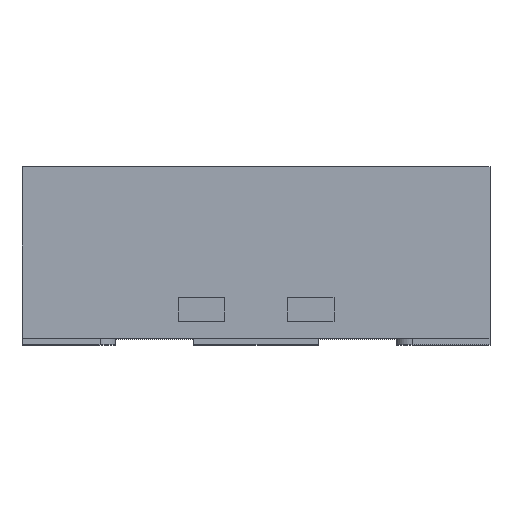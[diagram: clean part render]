
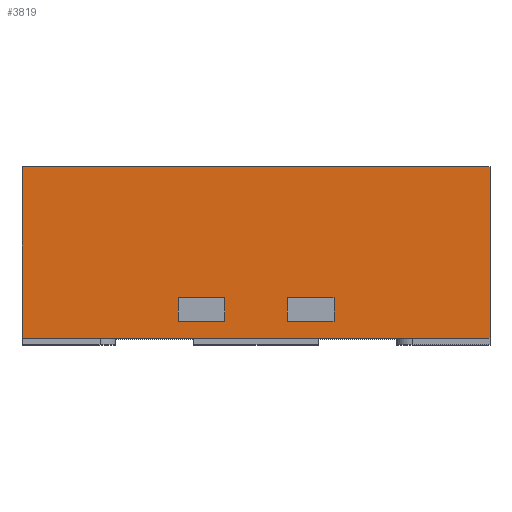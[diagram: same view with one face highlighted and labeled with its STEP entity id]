
A CAD part, top view. The second image highlights one B-rep face of the part: STEP entity #3819.
In plain terms, the highlighted planar face has unit normal (0, 0, 1).
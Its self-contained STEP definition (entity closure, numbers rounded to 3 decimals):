
#13 = LINE ( 'NONE', #1445, #4211 ) ;
#54 = EDGE_LOOP ( 'NONE', ( #3559, #338, #69, #1677 ) ) ;
#66 = VECTOR ( 'NONE', #681, 1000. ) ;
#69 = ORIENTED_EDGE ( 'NONE', *, *, #3920, .F. ) ;
#147 = EDGE_CURVE ( 'NONE', #3326, #3778, #3554, .T. ) ;
#150 = CARTESIAN_POINT ( 'NONE',  ( -0.75, 0.55, 0.75 ) ) ;
#234 = EDGE_CURVE ( 'NONE', #1201, #3585, #4040, .T. ) ;
#260 = VECTOR ( 'NONE', #2630, 1000. ) ;
#316 = EDGE_CURVE ( 'NONE', #3803, #1201, #2645, .T. ) ;
#338 = ORIENTED_EDGE ( 'NONE', *, *, #3711, .T. ) ;
#504 = ORIENTED_EDGE ( 'NONE', *, *, #4144, .T. ) ;
#681 = DIRECTION ( 'NONE',  ( 1., 0., 0. ) ) ;
#686 = DIRECTION ( 'NONE',  ( 0., -1., 0. ) ) ;
#740 = ORIENTED_EDGE ( 'NONE', *, *, #234, .F. ) ;
#743 = EDGE_CURVE ( 'NONE', #3326, #1274, #1519, .T. ) ;
#778 = CARTESIAN_POINT ( 'NONE',  ( 0.1, 0.055, 0.75 ) ) ;
#822 = VECTOR ( 'NONE', #4344, 1000. ) ;
#837 = CARTESIAN_POINT ( 'NONE',  ( 0.25, 0.13, 0.75 ) ) ;
#855 = CARTESIAN_POINT ( 'NONE',  ( 0.1, 0.13, 0.75 ) ) ;
#930 = DIRECTION ( 'NONE',  ( -1., 0., 0. ) ) ;
#992 = CARTESIAN_POINT ( 'NONE',  ( 0.75, 0.55, 0.75 ) ) ;
#1043 = EDGE_LOOP ( 'NONE', ( #2338, #504, #740, #3371 ) ) ;
#1201 = VERTEX_POINT ( 'NONE', #778 ) ;
#1263 = VECTOR ( 'NONE', #3516, 1000. ) ;
#1274 = VERTEX_POINT ( 'NONE', #992 ) ;
#1304 = FACE_BOUND ( 'NONE', #1043, .T. ) ;
#1381 = DIRECTION ( 'NONE',  ( 0., -1., 0. ) ) ;
#1439 = CARTESIAN_POINT ( 'NONE',  ( -0.25, 0.13, 0.75 ) ) ;
#1445 = CARTESIAN_POINT ( 'NONE',  ( 0.25, 0.13, 0.75 ) ) ;
#1505 = LINE ( 'NONE', #4382, #3907 ) ;
#1519 = LINE ( 'NONE', #2972, #260 ) ;
#1530 = LINE ( 'NONE', #837, #822 ) ;
#1544 = ORIENTED_EDGE ( 'NONE', *, *, #3550, .F. ) ;
#1606 = VERTEX_POINT ( 'NONE', #2188 ) ;
#1628 = CARTESIAN_POINT ( 'NONE',  ( -0.1, 0.055, 0.75 ) ) ;
#1672 = CARTESIAN_POINT ( 'NONE',  ( -0.25, 0.055, 0.75 ) ) ;
#1677 = ORIENTED_EDGE ( 'NONE', *, *, #2123, .F. ) ;
#1847 = DIRECTION ( 'NONE',  ( 0., -1., 0. ) ) ;
#1888 = CARTESIAN_POINT ( 'NONE',  ( 0.75, 0.55, 0.75 ) ) ;
#1938 = VERTEX_POINT ( 'NONE', #3877 ) ;
#2048 = CARTESIAN_POINT ( 'NONE',  ( -0.25, 0.055, 0.75 ) ) ;
#2103 = CARTESIAN_POINT ( 'NONE',  ( -0.1, 0.13, 0.75 ) ) ;
#2121 = LINE ( 'NONE', #2103, #3221 ) ;
#2123 = EDGE_CURVE ( 'NONE', #4335, #4614, #2506, .T. ) ;
#2149 = VECTOR ( 'NONE', #3333, 1000. ) ;
#2180 = EDGE_CURVE ( 'NONE', #4335, #1938, #1505, .T. ) ;
#2188 = CARTESIAN_POINT ( 'NONE',  ( 0.75, 0., 0.75 ) ) ;
#2338 = ORIENTED_EDGE ( 'NONE', *, *, #4423, .T. ) ;
#2464 = VECTOR ( 'NONE', #3807, 1000. ) ;
#2506 = LINE ( 'NONE', #3598, #3383 ) ;
#2509 = CARTESIAN_POINT ( 'NONE',  ( -0.75, 0., 0.75 ) ) ;
#2513 = VERTEX_POINT ( 'NONE', #1628 ) ;
#2630 = DIRECTION ( 'NONE',  ( 1., 0., 0. ) ) ;
#2645 = LINE ( 'NONE', #855, #2464 ) ;
#2729 = LINE ( 'NONE', #1888, #2149 ) ;
#2743 = FACE_BOUND ( 'NONE', #54, .T. ) ;
#2773 = LINE ( 'NONE', #2048, #1263 ) ;
#2860 = EDGE_LOOP ( 'NONE', ( #3192, #1544, #3241, #4297 ) ) ;
#2890 = CARTESIAN_POINT ( 'NONE',  ( -0.75, 0.55, 0.75 ) ) ;
#2970 = CARTESIAN_POINT ( 'NONE',  ( -0.75, 0., 0.75 ) ) ;
#2972 = CARTESIAN_POINT ( 'NONE',  ( -0.75, 0.55, 0.75 ) ) ;
#3019 = FACE_OUTER_BOUND ( 'NONE', #2860, .T. ) ;
#3116 = CARTESIAN_POINT ( 'NONE',  ( -0.75, 0.55, 0.75 ) ) ;
#3192 = ORIENTED_EDGE ( 'NONE', *, *, #4334, .T. ) ;
#3221 = VECTOR ( 'NONE', #1381, 1000. ) ;
#3241 = ORIENTED_EDGE ( 'NONE', *, *, #743, .F. ) ;
#3245 = LINE ( 'NONE', #2509, #66 ) ;
#3248 = DIRECTION ( 'NONE',  ( 0., -1., 0. ) ) ;
#3326 = VERTEX_POINT ( 'NONE', #3116 ) ;
#3333 = DIRECTION ( 'NONE',  ( 0., -1., 0. ) ) ;
#3353 = CARTESIAN_POINT ( 'NONE',  ( 0.25, 0.055, 0.75 ) ) ;
#3371 = ORIENTED_EDGE ( 'NONE', *, *, #316, .F. ) ;
#3383 = VECTOR ( 'NONE', #1847, 1000. ) ;
#3384 = VECTOR ( 'NONE', #3248, 1000. ) ;
#3466 = AXIS2_PLACEMENT_3D ( 'NONE', #150, #4148, #930 ) ;
#3501 = CARTESIAN_POINT ( 'NONE',  ( 0.25, 0.13, 0.75 ) ) ;
#3516 = DIRECTION ( 'NONE',  ( 1., 0., 0. ) ) ;
#3550 = EDGE_CURVE ( 'NONE', #1274, #1606, #2729, .T. ) ;
#3554 = LINE ( 'NONE', #2890, #3384 ) ;
#3556 = VERTEX_POINT ( 'NONE', #3501 ) ;
#3559 = ORIENTED_EDGE ( 'NONE', *, *, #2180, .T. ) ;
#3585 = VERTEX_POINT ( 'NONE', #3353 ) ;
#3598 = CARTESIAN_POINT ( 'NONE',  ( -0.25, 0.13, 0.75 ) ) ;
#3635 = CARTESIAN_POINT ( 'NONE',  ( 0.25, 0.055, 0.75 ) ) ;
#3711 = EDGE_CURVE ( 'NONE', #1938, #2513, #2121, .T. ) ;
#3769 = CARTESIAN_POINT ( 'NONE',  ( 0.1, 0.13, 0.75 ) ) ;
#3778 = VERTEX_POINT ( 'NONE', #2970 ) ;
#3803 = VERTEX_POINT ( 'NONE', #3769 ) ;
#3807 = DIRECTION ( 'NONE',  ( 0., -1., 0. ) ) ;
#3819 = ADVANCED_FACE ( 'NONE', ( #2743, #3019, #1304 ), #4449, .F. ) ;
#3877 = CARTESIAN_POINT ( 'NONE',  ( -0.1, 0.13, 0.75 ) ) ;
#3907 = VECTOR ( 'NONE', #4318, 1000. ) ;
#3920 = EDGE_CURVE ( 'NONE', #4614, #2513, #2773, .T. ) ;
#4040 = LINE ( 'NONE', #3635, #4430 ) ;
#4144 = EDGE_CURVE ( 'NONE', #3556, #3585, #13, .T. ) ;
#4148 = DIRECTION ( 'NONE',  ( 0., 0., -1. ) ) ;
#4211 = VECTOR ( 'NONE', #686, 1000. ) ;
#4238 = DIRECTION ( 'NONE',  ( 1., 0., 0. ) ) ;
#4297 = ORIENTED_EDGE ( 'NONE', *, *, #147, .T. ) ;
#4318 = DIRECTION ( 'NONE',  ( 1., 0., 0. ) ) ;
#4334 = EDGE_CURVE ( 'NONE', #3778, #1606, #3245, .T. ) ;
#4335 = VERTEX_POINT ( 'NONE', #1439 ) ;
#4344 = DIRECTION ( 'NONE',  ( 1., 0., 0. ) ) ;
#4382 = CARTESIAN_POINT ( 'NONE',  ( -0.25, 0.13, 0.75 ) ) ;
#4423 = EDGE_CURVE ( 'NONE', #3803, #3556, #1530, .T. ) ;
#4430 = VECTOR ( 'NONE', #4238, 1000. ) ;
#4449 = PLANE ( 'NONE',  #3466 ) ;
#4614 = VERTEX_POINT ( 'NONE', #1672 ) ;
